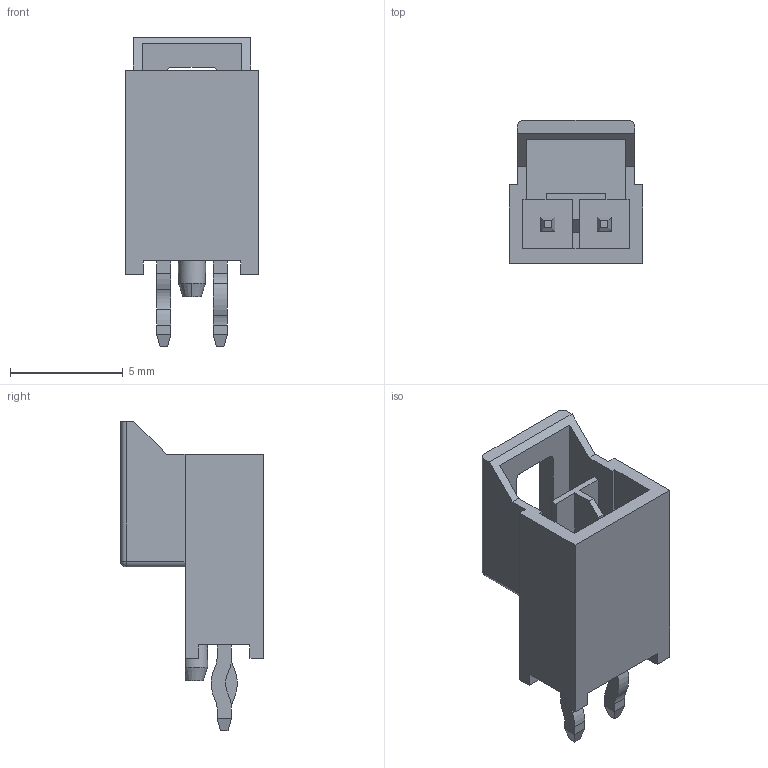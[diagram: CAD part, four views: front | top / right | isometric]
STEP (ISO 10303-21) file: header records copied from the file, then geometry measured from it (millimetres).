
FILE_DESCRIPTION((''),'2;1');
FILE_NAME('1053091202','2016-09-29T',('rlalsangi'),(''),'PRO/ENGINEER BY PARAMETRIC TECHNOLOGY CORPORATION, 2012310','PRO/ENGINEER BY PARAMETRIC TECHNOLOGY CORPORATION, 2012310','');
FILE_SCHEMA(('CONFIG_CONTROL_DESIGN'));
Length unit declared in the file: millimetre
Products named in the file (1): 1053091202
Bounding box: 5.94 x 6.34 x 13.71 mm (x, y, z)
Volume: 145.7 mm3; surface area: 467.5 mm2
Topology: 1 solids, 1 shells, 114 faces, 311 edges, 201 vertices
Faces by surface type: plane 89, cylinder 21, sphere 2, cone 2
Entity records: 3607 total; most frequent: CARTESIAN_POINT 642, ORIENTED_EDGE 610, DIRECTION 590, EDGE_CURVE 305, VECTOR 258, LINE 258, VERTEX_POINT 195, AXIS2_PLACEMENT_3D 166
